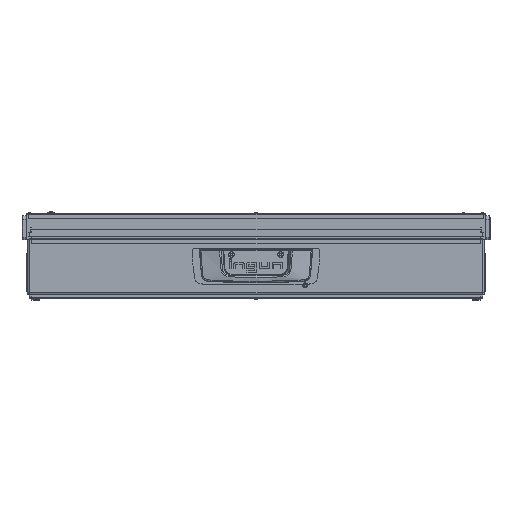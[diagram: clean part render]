
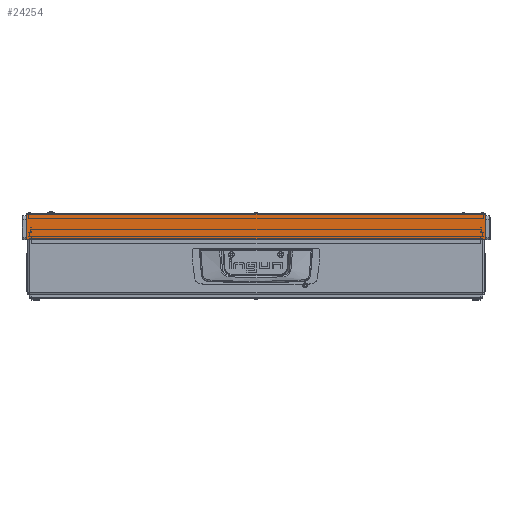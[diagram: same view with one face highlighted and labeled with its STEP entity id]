
A CAD part, top view. The second image highlights one B-rep face of the part: STEP entity #24254.
In plain terms, the highlighted face is planar.
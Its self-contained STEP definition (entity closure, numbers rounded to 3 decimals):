
#848 = VECTOR ( 'NONE', #43718, 1000. ) ;
#1091 = VERTEX_POINT ( 'NONE', #20339 ) ;
#5619 = CARTESIAN_POINT ( 'NONE',  ( -327., 0., -273. ) ) ;
#7736 = LINE ( 'NONE', #12102, #848 ) ;
#9133 = DIRECTION ( 'NONE',  ( 0., -1., 0. ) ) ;
#12102 = CARTESIAN_POINT ( 'NONE',  ( -327., 36., -273. ) ) ;
#12335 = PLANE ( 'NONE',  #62057 ) ;
#20339 = CARTESIAN_POINT ( 'NONE',  ( -327., 36., -273. ) ) ;
#21492 = VERTEX_POINT ( 'NONE', #46273 ) ;
#21537 = CARTESIAN_POINT ( 'NONE',  ( 327., 36., -273. ) ) ;
#23136 = EDGE_CURVE ( 'NONE', #21492, #36163, #23535, .T. ) ;
#23535 = LINE ( 'NONE', #23991, #46258 ) ;
#23991 = CARTESIAN_POINT ( 'NONE',  ( -327., 0., -273. ) ) ;
#24254 = ADVANCED_FACE ( 'NONE', ( #68795 ), #12335, .F. ) ;
#28115 = VERTEX_POINT ( 'NONE', #65252 ) ;
#32260 = EDGE_CURVE ( 'NONE', #1091, #36163, #65514, .T. ) ;
#33072 = VECTOR ( 'NONE', #9133, 1000. ) ;
#36163 = VERTEX_POINT ( 'NONE', #5619 ) ;
#36654 = ORIENTED_EDGE ( 'NONE', *, *, #23136, .T. ) ;
#37466 = EDGE_LOOP ( 'NONE', ( #36654, #40223, #63020, #67913 ) ) ;
#38389 = DIRECTION ( 'NONE',  ( 0., 0., 1. ) ) ;
#40223 = ORIENTED_EDGE ( 'NONE', *, *, #32260, .F. ) ;
#43697 = DIRECTION ( 'NONE',  ( 1., 0., 0. ) ) ;
#43718 = DIRECTION ( 'NONE',  ( -1., 0., 0. ) ) ;
#46258 = VECTOR ( 'NONE', #67990, 1000. ) ;
#46273 = CARTESIAN_POINT ( 'NONE',  ( 327., 0., -273. ) ) ;
#46803 = CARTESIAN_POINT ( 'NONE',  ( -327., 36., -273. ) ) ;
#56087 = VECTOR ( 'NONE', #60050, 1000. ) ;
#60050 = DIRECTION ( 'NONE',  ( 0., -1., 0. ) ) ;
#62057 = AXIS2_PLACEMENT_3D ( 'NONE', #69461, #38389, #43697 ) ;
#63020 = ORIENTED_EDGE ( 'NONE', *, *, #81460, .F. ) ;
#65252 = CARTESIAN_POINT ( 'NONE',  ( 327., 36., -273. ) ) ;
#65514 = LINE ( 'NONE', #46803, #33072 ) ;
#67913 = ORIENTED_EDGE ( 'NONE', *, *, #80332, .T. ) ;
#67990 = DIRECTION ( 'NONE',  ( -1., 0., 0. ) ) ;
#68795 = FACE_OUTER_BOUND ( 'NONE', #37466, .T. ) ;
#69461 = CARTESIAN_POINT ( 'NONE',  ( -327., 36., -273. ) ) ;
#72794 = LINE ( 'NONE', #21537, #56087 ) ;
#80332 = EDGE_CURVE ( 'NONE', #28115, #21492, #72794, .T. ) ;
#81460 = EDGE_CURVE ( 'NONE', #28115, #1091, #7736, .T. ) ;
